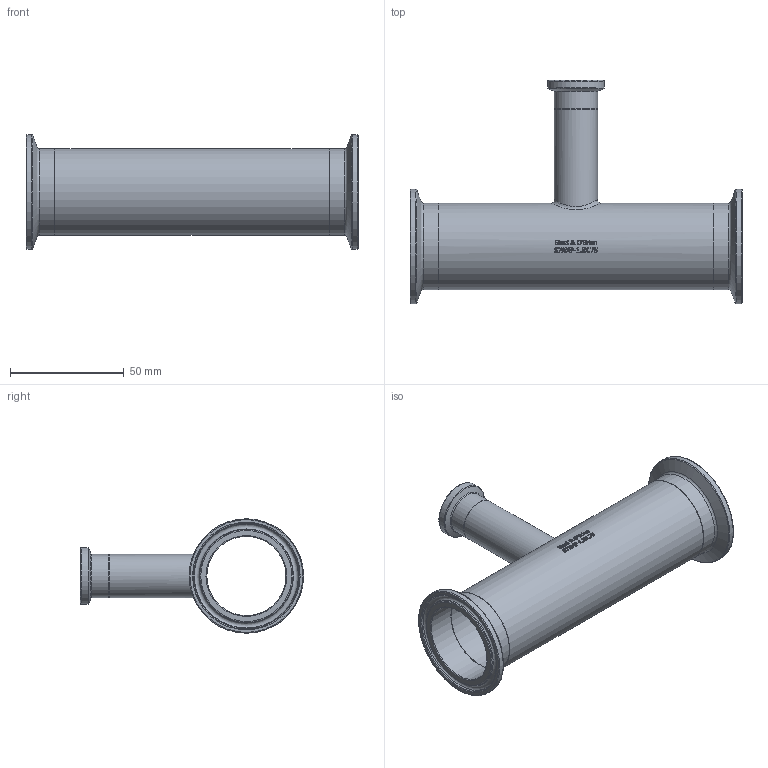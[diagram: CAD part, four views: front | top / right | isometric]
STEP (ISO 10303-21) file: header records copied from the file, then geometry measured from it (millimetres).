
FILE_DESCRIPTION(/* description */ (''),/* implementation_level */ '2;1');
FILE_NAME(/* name */ 'S7RMP-1.5X.75.stp',/* time_stamp */ '2018-11-29T15:50:14-05:00',/* author */ ('ken'),/* organization */ (''),/* preprocessor_version */ 'ST-DEVELOPER v15.2',/* originating_system */ 'Autodesk Inventor 2014',/* authorisation */ '');
FILE_SCHEMA (('AUTOMOTIVE_DESIGN { 1 0 10303 214 3 1 1 }'));
Length unit declared in the file: inch
Products named in the file (1): S7RMP-15X.75
Bounding box: 146.05 x 98.22 x 50.39 mm (x, y, z)
Volume: 38581.2 mm3; surface area: 43658.5 mm2
Topology: 1 solids, 1 shells, 451 faces, 1177 edges, 774 vertices
Faces by surface type: plane 190, bspline 178, cylinder 51, torus 24, cone 8
Full cylindrical faces by diameter (mm): 15.748 x2, 19.05 x2, 21.895 x1, 24.994 x1, 34.798 x3, 38.1 x3, 50.394 x2
Entity records: 17105 total; most frequent: CARTESIAN_POINT 7094, ORIENTED_EDGE 2252, DIRECTION 1563, EDGE_CURVE 1126, VERTEX_POINT 770, EDGE_LOOP 548, LINE 523, VECTOR 523
